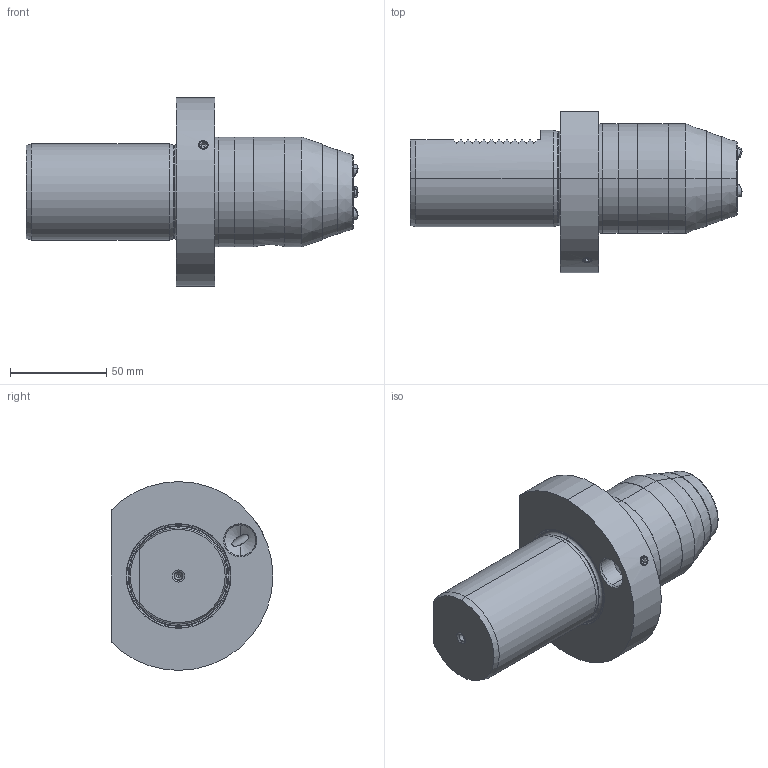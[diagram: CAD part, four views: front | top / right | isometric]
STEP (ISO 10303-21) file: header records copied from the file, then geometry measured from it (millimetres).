
FILE_DESCRIPTION (( 'STEP AP214' ), '1' );
FILE_NAME ('03.02.2021_74.05.046.201.STEP', '2021-02-03T09:11:08', ( '' ), ( '' ), 'SwSTEP 2.0', 'SolidWorks 2014', '' );
FILE_SCHEMA (( 'AUTOMOTIVE_DESIGN' ));
Length unit declared in the file: millimetre
Products named in the file (1): 03.02.2021_74.05.046.201
Bounding box: 172.34 x 84 x 98 mm (x, y, z)
Volume: 420284.5 mm3; surface area: 91385.2 mm2
Topology: 20 solids, 20 shells, 643 faces, 1616 edges, 1000 vertices
Faces by surface type: cylinder 223, plane 216, cone 150, torus 42, sphere 12
Entity records: 27884 total; most frequent: CARTESIAN_POINT 5469, DIRECTION 3214, ORIENTED_EDGE 3142, EDGE_CURVE 1571, AXIS2_PLACEMENT_3D 1272, VERTEX_POINT 979, EDGE_LOOP 716, LINE 670
